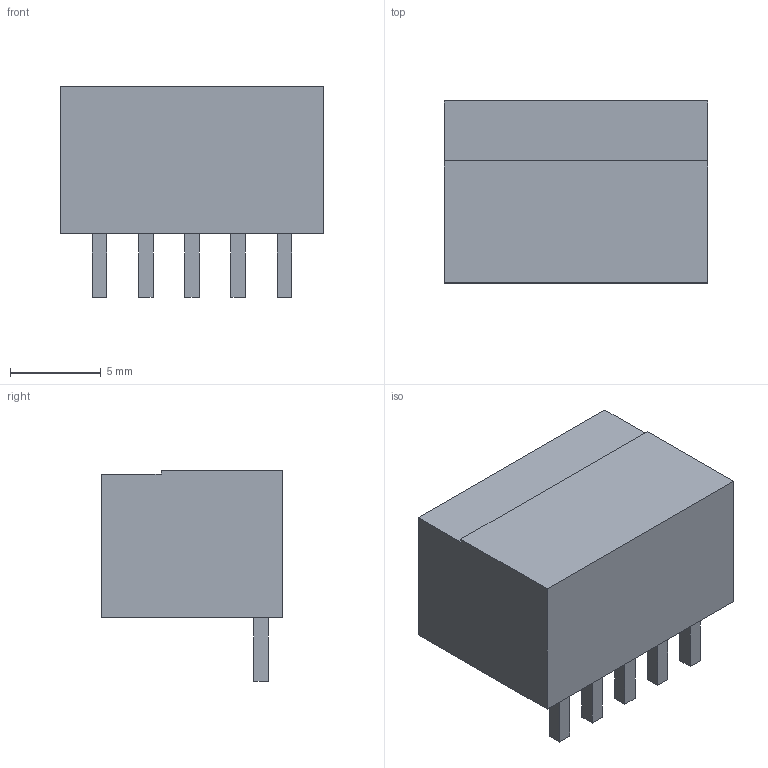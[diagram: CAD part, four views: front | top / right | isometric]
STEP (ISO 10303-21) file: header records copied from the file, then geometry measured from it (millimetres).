
FILE_DESCRIPTION (( 'STEP AP214' ), '1' );
FILE_NAME ('KF2EDGR-2.54-05P.STEP', '2021-04-08T16:16:46', ( '' ), ( '' ), 'SwSTEP 2.0', 'SolidWorks 2018', '' );
FILE_SCHEMA (( 'AUTOMOTIVE_DESIGN' ));
Length unit declared in the file: millimetre
Products named in the file (1): KF2EDGR-2.54-05P
Bounding box: 14.5 x 10 x 11.6 mm (x, y, z)
Volume: 824.6 mm3; surface area: 1160 mm2
Topology: 1 solids, 1 shells, 103 faces, 270 edges, 180 vertices
Faces by surface type: plane 103
Entity records: 4271 total; most frequent: CARTESIAN_POINT 554, ORIENTED_EDGE 540, DIRECTION 478, VECTOR 270, LINE 270, EDGE_CURVE 270, VERTEX_POINT 180, EDGE_LOOP 114
